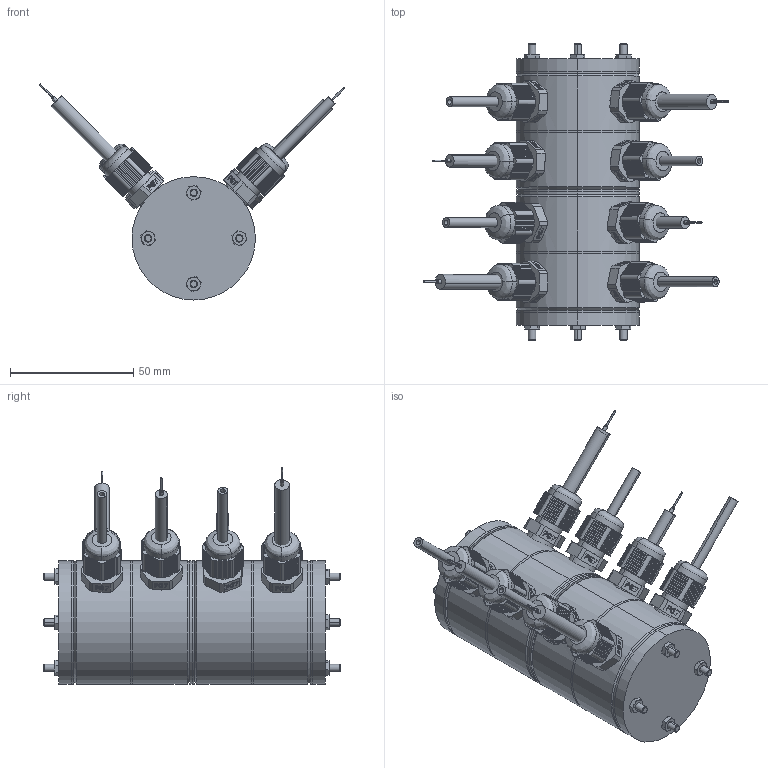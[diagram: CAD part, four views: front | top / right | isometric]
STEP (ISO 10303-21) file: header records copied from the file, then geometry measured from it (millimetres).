
FILE_DESCRIPTION (( 'STEP AP214' ), '1' );
FILE_NAME ('Flow_cell_1b.STEP', '2023-09-18T08:07:04', ( '' ), ( '' ), 'SwSTEP 2.0', 'SolidWorks 2021', '' );
FILE_SCHEMA (( 'AUTOMOTIVE_DESIGN' ));
Length unit declared in the file: millimetre
Products named in the file (15): M3_120; Part2; Part1; hex thin nut chamfered gradeab_iso_ISO - 4035 - M3 - N; electrode_p2; electrode_p4; electrode_p5; electrode_p3; counter_electrode; tube; reference_electrode; Flow_cell_1b; Part3; electrode_p1; PG7 cable gland
Assembly tree (46 placements, depth 3):
  Flow_cell_1b
    Part3  x2
    Part1  x4
    Part2  x6
    PG7 cable gland  x8
    reference_electrode  x2
      electrode_p2
      electrode_p1
      electrode_p3
    counter_electrode  x2
      electrode_p4
      electrode_p5
      electrode_p3
    tube  x4
    M3_120  x4
    hex thin nut chamfered gradeab_iso_ISO - 4035 - M3 - N  x8
Bounding box: 123.76 x 120 x 87.57 mm (x, y, z)
Volume: 183347.3 mm3; surface area: 107104.1 mm2
Topology: 48 solids, 48 shells, 3186 faces, 8482 edges, 5540 vertices
Faces by surface type: plane 1982, cylinder 476, bspline 452, cone 236, torus 38, sphere 2
Entity records: 24885 total; most frequent: CARTESIAN_POINT 9084, ORIENTED_EDGE 2488, DIRECTION 2296, EDGE_CURVE 1244, VECTOR 828, LINE 828, VERTEX_POINT 805, AXIS2_PLACEMENT_3D 734
